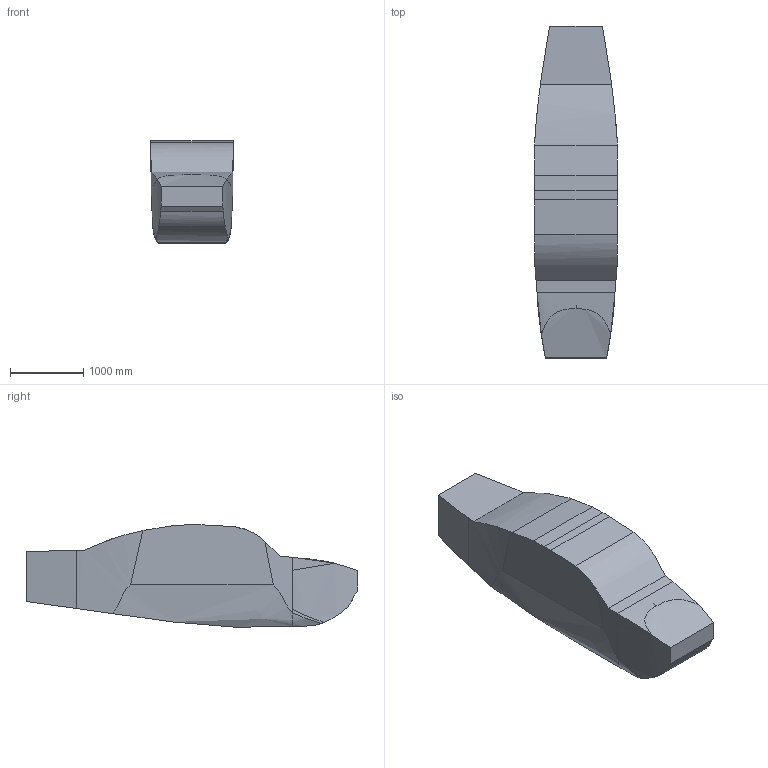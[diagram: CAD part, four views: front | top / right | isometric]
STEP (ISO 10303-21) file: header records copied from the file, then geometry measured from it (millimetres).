
FILE_DESCRIPTION(/* description */ (''),/* implementation_level */ '2;1');
FILE_NAME(/* name */ 'ARCHIVE 0-1 V1 Shell Assembly for Splitting_v13.step',/* time_stamp */ '2021-07-04T12:18:23-06:00',/* author */ (''),/* organization */ (''),/* preprocessor_version */ 'ST-DEVELOPER v18.1',/* originating_system */ 'Autodesk Translation Framework v10.9.0.1377',/* authorisation */ '');
FILE_SCHEMA (('AUTOMOTIVE_DESIGN { 1 0 10303 214 3 1 1 }'));
Length unit declared in the file: inch
Products named in the file (1): ARCHIVE 0-1 V1 Shell Assembly for Splitting
Bounding box: 1130.4 x 4522.87 x 1397.45 mm (x, y, z)
Volume: 4833121508.7 mm3; surface area: 22425180.8 mm2
Topology: 5 solids, 5 shells, 51 faces, 123 edges, 82 vertices
Faces by surface type: bspline 35, plane 16
Entity records: 4228 total; most frequent: CARTESIAN_POINT 3305, ORIENTED_EDGE 246, EDGE_CURVE 123, B_SPLINE_CURVE_WITH_KNOTS 84, VERTEX_POINT 82, DIRECTION 73, FACE_OUTER_BOUND 51, EDGE_LOOP 51
